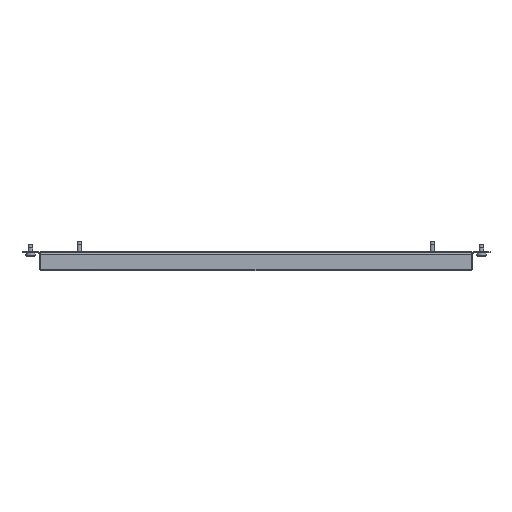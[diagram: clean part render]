
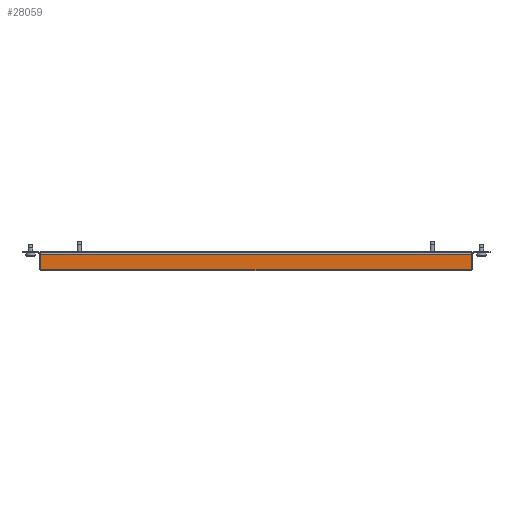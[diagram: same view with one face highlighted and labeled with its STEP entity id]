
A CAD part, front view. The second image highlights one B-rep face of the part: STEP entity #28059.
In plain terms, the highlighted planar face has unit normal (0, -1, 0).
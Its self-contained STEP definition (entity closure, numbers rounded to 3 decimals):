
#28059=ADVANCED_FACE('',(#57096),#57097,.F.);
#57096=FACE_OUTER_BOUND('',#87114,.T.);
#57097=PLANE('',#87115);
#87114=EDGE_LOOP('',(#177491,#177492,#177493,#177494,#177495,#177496,#177497,#177498,#177499,#177500,#177501,#177502,#177503,#177504,#177505,#177506,#177507,#177508,#177509,#177510,#177511,#177512));
#87115=AXIS2_PLACEMENT_3D('',#177513,#177514,#177515);
#177491=ORIENTED_EDGE('',*,*,#224405,.F.);
#177492=ORIENTED_EDGE('',*,*,#189554,.T.);
#177493=ORIENTED_EDGE('',*,*,#224406,.T.);
#177494=ORIENTED_EDGE('',*,*,#224407,.T.);
#177495=ORIENTED_EDGE('',*,*,#224408,.F.);
#177496=ORIENTED_EDGE('',*,*,#224409,.T.);
#177497=ORIENTED_EDGE('',*,*,#224410,.T.);
#177498=ORIENTED_EDGE('',*,*,#224411,.T.);
#177499=ORIENTED_EDGE('',*,*,#224412,.T.);
#177500=ORIENTED_EDGE('',*,*,#224413,.T.);
#177501=ORIENTED_EDGE('',*,*,#224414,.T.);
#177502=ORIENTED_EDGE('',*,*,#224415,.T.);
#177503=ORIENTED_EDGE('',*,*,#224416,.F.);
#177504=ORIENTED_EDGE('',*,*,#224417,.F.);
#177505=ORIENTED_EDGE('',*,*,#224418,.T.);
#177506=ORIENTED_EDGE('',*,*,#224419,.T.);
#177507=ORIENTED_EDGE('',*,*,#224420,.F.);
#177508=ORIENTED_EDGE('',*,*,#224421,.F.);
#177509=ORIENTED_EDGE('',*,*,#224422,.F.);
#177510=ORIENTED_EDGE('',*,*,#224423,.F.);
#177511=ORIENTED_EDGE('',*,*,#224424,.T.);
#177512=ORIENTED_EDGE('',*,*,#224425,.T.);
#177513=CARTESIAN_POINT('',(298.5,0.0,1.388));
#177514=DIRECTION('',(0.0,1.0,0.0));
#177515=DIRECTION('',(-1.0,0.0,0.0));
#189554=EDGE_CURVE('',#232657,#232655,#232658,.T.);
#224405=EDGE_CURVE('',#232657,#282181,#282182,.T.);
#224406=EDGE_CURVE('',#232655,#282183,#282184,.T.);
#224407=EDGE_CURVE('',#282183,#282185,#282186,.T.);
#224408=EDGE_CURVE('',#282187,#282185,#282188,.T.);
#224409=EDGE_CURVE('',#282187,#282189,#282190,.T.);
#224410=EDGE_CURVE('',#282189,#282191,#282192,.T.);
#224411=EDGE_CURVE('',#282191,#282193,#282194,.T.);
#224412=EDGE_CURVE('',#282193,#282195,#282196,.T.);
#224413=EDGE_CURVE('',#282195,#282197,#282198,.T.);
#224414=EDGE_CURVE('',#282197,#282199,#282200,.T.);
#224415=EDGE_CURVE('',#282199,#282201,#282202,.T.);
#224416=EDGE_CURVE('',#282203,#282201,#282204,.T.);
#224417=EDGE_CURVE('',#282205,#282203,#282206,.T.);
#224418=EDGE_CURVE('',#282205,#282207,#282208,.T.);
#224419=EDGE_CURVE('',#282207,#282209,#282210,.T.);
#224420=EDGE_CURVE('',#282211,#282209,#282212,.T.);
#224421=EDGE_CURVE('',#282213,#282211,#282214,.T.);
#224422=EDGE_CURVE('',#282215,#282213,#282216,.T.);
#224423=EDGE_CURVE('',#282217,#282215,#282218,.T.);
#224424=EDGE_CURVE('',#282217,#282219,#282220,.T.);
#224425=EDGE_CURVE('',#282219,#282181,#282221,.T.);
#232655=VERTEX_POINT('',#294342);
#232657=VERTEX_POINT('',#294345);
#232658=LINE('',#294346,#294347);
#282181=VERTEX_POINT('',#369548);
#282182=CIRCLE('',#369549,3.25);
#282183=VERTEX_POINT('',#369550);
#282184=CIRCLE('',#369551,3.25);
#282185=VERTEX_POINT('',#369552);
#282186=LINE('',#369553,#369554);
#282187=VERTEX_POINT('',#369555);
#282188=CIRCLE('',#369556,2.0);
#282189=VERTEX_POINT('',#369557);
#282190=LINE('',#369558,#369559);
#282191=VERTEX_POINT('',#369560);
#282192=LINE('',#369561,#369562);
#282193=VERTEX_POINT('',#369563);
#282194=LINE('',#369564,#369565);
#282195=VERTEX_POINT('',#369566);
#282196=CIRCLE('',#369567,3.25);
#282197=VERTEX_POINT('',#369568);
#282198=LINE('',#369569,#369570);
#282199=VERTEX_POINT('',#369571);
#282200=CIRCLE('',#369572,2.);
#282201=VERTEX_POINT('',#369573);
#282202=LINE('',#369574,#369575);
#282203=VERTEX_POINT('',#369576);
#282204=LINE('',#369577,#369578);
#282205=VERTEX_POINT('',#369579);
#282206=LINE('',#369580,#369581);
#282207=VERTEX_POINT('',#369582);
#282208=CIRCLE('',#369583,2.);
#282209=VERTEX_POINT('',#369584);
#282210=LINE('',#369585,#369586);
#282211=VERTEX_POINT('',#369587);
#282212=CIRCLE('',#369588,3.25);
#282213=VERTEX_POINT('',#369589);
#282214=LINE('',#369590,#369591);
#282215=VERTEX_POINT('',#369592);
#282216=LINE('',#369593,#369594);
#282217=VERTEX_POINT('',#369595);
#282218=LINE('',#369596,#369597);
#282219=VERTEX_POINT('',#369598);
#282220=CIRCLE('',#369599,2.0);
#282221=LINE('',#369600,#369601);
#294342=CARTESIAN_POINT('',(571.75,0.0,0.));
#294345=CARTESIAN_POINT('',(25.25,0.0,0.0));
#294346=CARTESIAN_POINT('',(23.26,0.0,0.0));
#294347=VECTOR('',#374253,1.0);
#369548=CARTESIAN_POINT('',(22.0,0.0,3.25));
#369549=AXIS2_PLACEMENT_3D('',#399932,#399933,#399934);
#369550=CARTESIAN_POINT('',(575.,0.0,3.25));
#369551=AXIS2_PLACEMENT_3D('',#399935,#399936,#399937);
#369552=CARTESIAN_POINT('',(575.0,0.0,21.25));
#369553=CARTESIAN_POINT('',(575.0,0.0,3.25));
#369554=VECTOR('',#399938,1.0);
#369555=CARTESIAN_POINT('',(577.,0.0,23.25));
#369556=AXIS2_PLACEMENT_3D('',#399939,#399940,#399941);
#369557=CARTESIAN_POINT('',(597.0,0.0,23.25));
#369558=CARTESIAN_POINT('',(577.0,0.0,23.25));
#369559=VECTOR('',#399942,1.0);
#369560=CARTESIAN_POINT('',(597.0,0.0,24.5));
#369561=CARTESIAN_POINT('',(597.0,0.0,23.25));
#369562=VECTOR('',#399943,1.0);
#369563=CARTESIAN_POINT('',(577.0,0.0,24.5));
#369564=CARTESIAN_POINT('',(597.0,0.0,24.5));
#369565=VECTOR('',#399944,1.0);
#369566=CARTESIAN_POINT('',(573.75,0.0,21.25));
#369567=AXIS2_PLACEMENT_3D('',#399945,#399946,#399947);
#369568=CARTESIAN_POINT('',(573.75,0.0,3.25));
#369569=CARTESIAN_POINT('',(573.75,0.0,21.25));
#369570=VECTOR('',#399948,1.0);
#369571=CARTESIAN_POINT('',(573.74,0.0,3.05));
#369572=AXIS2_PLACEMENT_3D('',#399949,#399950,#399951);
#369573=CARTESIAN_POINT('',(573.74,0.0,21.25));
#369574=CARTESIAN_POINT('',(573.74,0.0,0.0));
#369575=VECTOR('',#399952,1.0);
#369576=CARTESIAN_POINT('',(23.26,0.0,21.25));
#369577=CARTESIAN_POINT('',(23.26,0.0,21.25));
#369578=VECTOR('',#399953,1.0);
#369579=CARTESIAN_POINT('',(23.26,0.0,3.05));
#369580=CARTESIAN_POINT('',(23.26,0.0,0.0));
#369581=VECTOR('',#399954,1.0);
#369582=CARTESIAN_POINT('',(23.25,0.0,3.25));
#369583=AXIS2_PLACEMENT_3D('',#399955,#399956,#399957);
#369584=CARTESIAN_POINT('',(23.25,0.0,21.25));
#369585=CARTESIAN_POINT('',(23.25,0.0,3.25));
#369586=VECTOR('',#399958,1.0);
#369587=CARTESIAN_POINT('',(20.0,0.0,24.5));
#369588=AXIS2_PLACEMENT_3D('',#399959,#399960,#399961);
#369589=CARTESIAN_POINT('',(0.0,0.0,24.5));
#369590=CARTESIAN_POINT('',(0.0,0.0,24.5));
#369591=VECTOR('',#399962,1.0);
#369592=CARTESIAN_POINT('',(0.0,0.0,23.25));
#369593=CARTESIAN_POINT('',(0.0,0.0,23.25));
#369594=VECTOR('',#399963,1.0);
#369595=CARTESIAN_POINT('',(20.,0.0,23.25));
#369596=CARTESIAN_POINT('',(20.0,0.0,23.25));
#369597=VECTOR('',#399964,1.0);
#369598=CARTESIAN_POINT('',(22.0,0.0,21.25));
#369599=AXIS2_PLACEMENT_3D('',#399965,#399966,#399967);
#369600=CARTESIAN_POINT('',(22.0,0.0,21.25));
#369601=VECTOR('',#399968,1.0);
#374253=DIRECTION('',(1.0,0.0,0.0));
#399932=CARTESIAN_POINT('',(25.25,0.0,3.25));
#399933=DIRECTION('',(0.0,1.0,0.0));
#399934=DIRECTION('',(0.,0.0,-1.0));
#399935=CARTESIAN_POINT('',(571.75,0.0,3.25));
#399936=DIRECTION('',(0.0,-1.0,-0.0));
#399937=DIRECTION('',(1.0,0.0,0.));
#399938=DIRECTION('',(0.0,0.0,1.0));
#399939=CARTESIAN_POINT('',(577.,0.0,21.25));
#399940=DIRECTION('',(0.0,-1.0,0.0));
#399941=DIRECTION('',(0.,0.0,1.0));
#399942=DIRECTION('',(1.0,0.0,0.0));
#399943=DIRECTION('',(0.0,0.0,1.0));
#399944=DIRECTION('',(-1.0,0.0,0.0));
#399945=CARTESIAN_POINT('',(577.,0.0,21.25));
#399946=DIRECTION('',(0.0,-1.0,0.0));
#399947=DIRECTION('',(0.,0.0,1.0));
#399948=DIRECTION('',(0.0,0.0,-1.0));
#399949=CARTESIAN_POINT('',(571.75,0.0,3.25));
#399950=DIRECTION('',(0.0,1.0,0.0));
#399951=DIRECTION('',(1.0,0.0,0.));
#399952=DIRECTION('',(0.0,0.0,1.0));
#399953=DIRECTION('',(1.0,0.0,0.0));
#399954=DIRECTION('',(0.0,0.0,1.0));
#399955=CARTESIAN_POINT('',(25.25,0.0,3.25));
#399956=DIRECTION('',(0.0,1.0,0.0));
#399957=DIRECTION('',(0.,0.0,-1.0));
#399958=DIRECTION('',(0.0,0.0,1.0));
#399959=CARTESIAN_POINT('',(20.,0.0,21.25));
#399960=DIRECTION('',(-0.0,1.0,0.0));
#399961=DIRECTION('',(0.,0.0,1.0));
#399962=DIRECTION('',(1.0,0.0,0.0));
#399963=DIRECTION('',(0.0,0.0,1.0));
#399964=DIRECTION('',(-1.0,0.0,0.0));
#399965=CARTESIAN_POINT('',(20.,0.0,21.25));
#399966=DIRECTION('',(-0.0,1.0,0.0));
#399967=DIRECTION('',(0.,0.0,1.0));
#399968=DIRECTION('',(0.0,0.0,-1.0));
